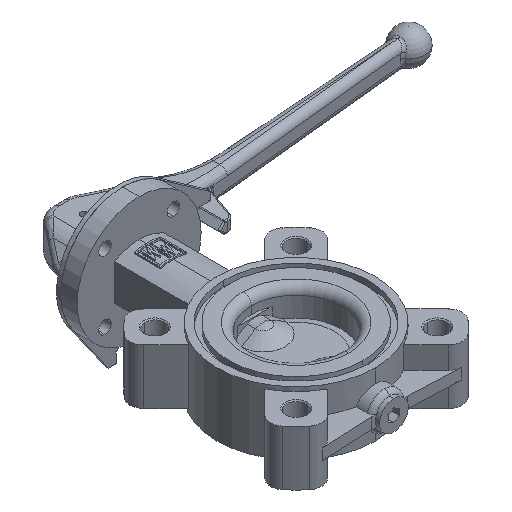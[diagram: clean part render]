
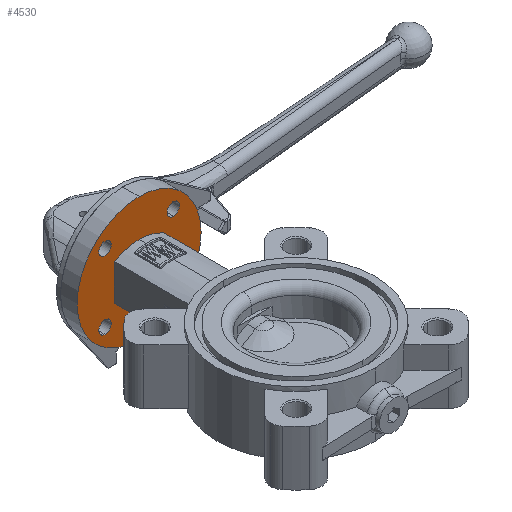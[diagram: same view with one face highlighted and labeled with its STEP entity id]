
A CAD part, isometric view. The second image highlights one B-rep face of the part: STEP entity #4530.
In plain terms, the highlighted planar face has unit normal (0, -1, 0).
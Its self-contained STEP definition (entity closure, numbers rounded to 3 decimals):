
#489 = CIRCLE ( 'NONE', #21295, 4.5 ) ;
#584 = ORIENTED_EDGE ( 'NONE', *, *, #9305, .F. ) ;
#609 = VERTEX_POINT ( 'NONE', #4956 ) ;
#635 = DIRECTION ( 'NONE',  ( 1., 0., 0. ) ) ;
#890 = DIRECTION ( 'NONE',  ( 1., 0., 0. ) ) ;
#951 = CARTESIAN_POINT ( 'NONE',  ( 24.749, 114., 20.249 ) ) ;
#1140 = EDGE_CURVE ( 'NONE', #19755, #11312, #1779, .T. ) ;
#1258 = FACE_BOUND ( 'NONE', #7987, .T. ) ;
#1307 = CARTESIAN_POINT ( 'NONE',  ( -18., 114., -13.177 ) ) ;
#1495 = AXIS2_PLACEMENT_3D ( 'NONE', #17314, #25366, #21450 ) ;
#1528 = AXIS2_PLACEMENT_3D ( 'NONE', #3670, #3753, #26051 ) ;
#1779 = CIRCLE ( 'NONE', #12146, 36. ) ;
#2121 = AXIS2_PLACEMENT_3D ( 'NONE', #2959, #11453, #17479 ) ;
#2176 = CIRCLE ( 'NONE', #7697, 4.5 ) ;
#2285 = EDGE_CURVE ( 'NONE', #19388, #25600, #12907, .T. ) ;
#2959 = CARTESIAN_POINT ( 'NONE',  ( 0., 114., 0. ) ) ;
#3164 = CIRCLE ( 'NONE', #13241, 36. ) ;
#3181 = PLANE ( 'NONE',  #20978 ) ;
#3468 = ORIENTED_EDGE ( 'NONE', *, *, #15804, .F. ) ;
#3552 = VECTOR ( 'NONE', #23363, 1000. ) ;
#3670 = CARTESIAN_POINT ( 'NONE',  ( 24.749, 114., 24.749 ) ) ;
#3727 = DIRECTION ( 'NONE',  ( 0., -1., 0. ) ) ;
#3753 = DIRECTION ( 'NONE',  ( 0., -1., 0. ) ) ;
#3794 = FACE_BOUND ( 'NONE', #13750, .T. ) ;
#3953 = CIRCLE ( 'NONE', #21979, 4.5 ) ;
#4031 = ORIENTED_EDGE ( 'NONE', *, *, #16911, .F. ) ;
#4083 = AXIS2_PLACEMENT_3D ( 'NONE', #15590, #17597, #19689 ) ;
#4446 = FACE_BOUND ( 'NONE', #19730, .T. ) ;
#4482 = DIRECTION ( 'NONE',  ( 0., -1., 0. ) ) ;
#4530 = ADVANCED_FACE ( 'NONE', ( #4446, #10838, #3794, #14035, #25429, #1258 ), #3181, .F. ) ;
#4880 = CIRCLE ( 'NONE', #1495, 4.5 ) ;
#4956 = CARTESIAN_POINT ( 'NONE',  ( -24.749, 114., -20.249 ) ) ;
#5144 = VERTEX_POINT ( 'NONE', #15743 ) ;
#5474 = ORIENTED_EDGE ( 'NONE', *, *, #6884, .T. ) ;
#5857 = VERTEX_POINT ( 'NONE', #8949 ) ;
#5920 = DIRECTION ( 'NONE',  ( 0., -1., 0. ) ) ;
#6353 = ORIENTED_EDGE ( 'NONE', *, *, #20749, .F. ) ;
#6631 = VERTEX_POINT ( 'NONE', #16629 ) ;
#6884 = EDGE_CURVE ( 'NONE', #19755, #25600, #16367, .T. ) ;
#7315 = CIRCLE ( 'NONE', #1528, 4.5 ) ;
#7697 = AXIS2_PLACEMENT_3D ( 'NONE', #23348, #21142, #23261 ) ;
#7861 = ORIENTED_EDGE ( 'NONE', *, *, #11021, .F. ) ;
#7987 = EDGE_LOOP ( 'NONE', ( #13954, #5474, #11076, #23049, #16089 ) ) ;
#8263 = CARTESIAN_POINT ( 'NONE',  ( 24.749, 114., 29.249 ) ) ;
#8374 = CARTESIAN_POINT ( 'NONE',  ( -24.749, 114., -24.749 ) ) ;
#8378 = DIRECTION ( 'NONE',  ( 0., -1., 0. ) ) ;
#8736 = CARTESIAN_POINT ( 'NONE',  ( -24.749, 114., 24.749 ) ) ;
#8888 = CARTESIAN_POINT ( 'NONE',  ( -29.249, 114., 24.749 ) ) ;
#8949 = CARTESIAN_POINT ( 'NONE',  ( 0., 114., -45. ) ) ;
#9000 = CARTESIAN_POINT ( 'NONE',  ( -24.749, 114., 24.749 ) ) ;
#9305 = EDGE_CURVE ( 'NONE', #12377, #609, #2176, .T. ) ;
#9516 = VERTEX_POINT ( 'NONE', #16192 ) ;
#9653 = CARTESIAN_POINT ( 'NONE',  ( -18., 114., 0. ) ) ;
#9757 = CARTESIAN_POINT ( 'NONE',  ( -18., 114., 13.177 ) ) ;
#9815 = ORIENTED_EDGE ( 'NONE', *, *, #23210, .F. ) ;
#9997 = DIRECTION ( 'NONE',  ( 0., 0., 1. ) ) ;
#10448 = DIRECTION ( 'NONE',  ( 0., 0., 1. ) ) ;
#10472 = ORIENTED_EDGE ( 'NONE', *, *, #21613, .F. ) ;
#10838 = FACE_BOUND ( 'NONE', #17521, .T. ) ;
#11021 = EDGE_CURVE ( 'NONE', #609, #12377, #24954, .T. ) ;
#11076 = ORIENTED_EDGE ( 'NONE', *, *, #2285, .F. ) ;
#11312 = VERTEX_POINT ( 'NONE', #16174 ) ;
#11453 = DIRECTION ( 'NONE',  ( 0., 1., 0. ) ) ;
#11600 = CIRCLE ( 'NONE', #14874, 45. ) ;
#11673 = ORIENTED_EDGE ( 'NONE', *, *, #24425, .F. ) ;
#11688 = EDGE_CURVE ( 'NONE', #5857, #12670, #18198, .T. ) ;
#11891 = AXIS2_PLACEMENT_3D ( 'NONE', #16498, #8378, #22751 ) ;
#12146 = AXIS2_PLACEMENT_3D ( 'NONE', #14403, #14315, #12277 ) ;
#12277 = DIRECTION ( 'NONE',  ( 0., 0., -1. ) ) ;
#12377 = VERTEX_POINT ( 'NONE', #12487 ) ;
#12378 = DIRECTION ( 'NONE',  ( 0., 0., 1. ) ) ;
#12487 = CARTESIAN_POINT ( 'NONE',  ( -24.749, 114., -29.249 ) ) ;
#12563 = CARTESIAN_POINT ( 'NONE',  ( 0., 114., 0. ) ) ;
#12670 = VERTEX_POINT ( 'NONE', #13466 ) ;
#12754 = AXIS2_PLACEMENT_3D ( 'NONE', #8374, #3727, #10448 ) ;
#12806 = CARTESIAN_POINT ( 'NONE',  ( 24.749, 114., -24.749 ) ) ;
#12907 = CIRCLE ( 'NONE', #4083, 36. ) ;
#12929 = CIRCLE ( 'NONE', #11891, 4.5 ) ;
#13241 = AXIS2_PLACEMENT_3D ( 'NONE', #16028, #5920, #19873 ) ;
#13466 = CARTESIAN_POINT ( 'NONE',  ( 0., 114., 45. ) ) ;
#13750 = EDGE_LOOP ( 'NONE', ( #10472, #6353 ) ) ;
#13954 = ORIENTED_EDGE ( 'NONE', *, *, #1140, .F. ) ;
#14035 = FACE_BOUND ( 'NONE', #17875, .T. ) ;
#14315 = DIRECTION ( 'NONE',  ( 0., -1., 0. ) ) ;
#14403 = CARTESIAN_POINT ( 'NONE',  ( 0., 114., 18. ) ) ;
#14473 = VECTOR ( 'NONE', #9997, 1000. ) ;
#14874 = AXIS2_PLACEMENT_3D ( 'NONE', #12563, #16632, #12378 ) ;
#15277 = DIRECTION ( 'NONE',  ( 0., -1., 0. ) ) ;
#15590 = CARTESIAN_POINT ( 'NONE',  ( 0., 114., -18. ) ) ;
#15743 = CARTESIAN_POINT ( 'NONE',  ( -20.249, 114., 24.749 ) ) ;
#15804 = EDGE_CURVE ( 'NONE', #22235, #19941, #7315, .T. ) ;
#15941 = DIRECTION ( 'NONE',  ( 0., 0., 1. ) ) ;
#16028 = CARTESIAN_POINT ( 'NONE',  ( 0., 114., -18. ) ) ;
#16089 = ORIENTED_EDGE ( 'NONE', *, *, #24230, .F. ) ;
#16174 = CARTESIAN_POINT ( 'NONE',  ( 18., 114., -13.177 ) ) ;
#16192 = CARTESIAN_POINT ( 'NONE',  ( 29.249, 114., -24.749 ) ) ;
#16267 = VERTEX_POINT ( 'NONE', #18105 ) ;
#16367 = LINE ( 'NONE', #9653, #14473 ) ;
#16498 = CARTESIAN_POINT ( 'NONE',  ( 24.749, 114., -24.749 ) ) ;
#16629 = CARTESIAN_POINT ( 'NONE',  ( 18., 114., 13.177 ) ) ;
#16632 = DIRECTION ( 'NONE',  ( 0., 1., 0. ) ) ;
#16911 = EDGE_CURVE ( 'NONE', #12670, #5857, #11600, .T. ) ;
#17064 = EDGE_CURVE ( 'NONE', #19941, #22235, #4880, .T. ) ;
#17314 = CARTESIAN_POINT ( 'NONE',  ( 24.749, 114., 24.749 ) ) ;
#17479 = DIRECTION ( 'NONE',  ( 0., 0., 1. ) ) ;
#17521 = EDGE_LOOP ( 'NONE', ( #25518, #3468 ) ) ;
#17597 = DIRECTION ( 'NONE',  ( 0., -1., 0. ) ) ;
#17875 = EDGE_LOOP ( 'NONE', ( #7861, #584 ) ) ;
#18105 = CARTESIAN_POINT ( 'NONE',  ( 20.249, 114., -24.749 ) ) ;
#18198 = CIRCLE ( 'NONE', #2121, 45. ) ;
#18446 = EDGE_CURVE ( 'NONE', #6631, #19388, #3164, .T. ) ;
#18450 = CIRCLE ( 'NONE', #18848, 4.5 ) ;
#18848 = AXIS2_PLACEMENT_3D ( 'NONE', #12806, #4482, #24716 ) ;
#19388 = VERTEX_POINT ( 'NONE', #23563 ) ;
#19689 = DIRECTION ( 'NONE',  ( 0., 0., -1. ) ) ;
#19730 = EDGE_LOOP ( 'NONE', ( #11673, #9815 ) ) ;
#19755 = VERTEX_POINT ( 'NONE', #1307 ) ;
#19763 = LINE ( 'NONE', #23550, #3552 ) ;
#19873 = DIRECTION ( 'NONE',  ( 0., 0., -1. ) ) ;
#19941 = VERTEX_POINT ( 'NONE', #951 ) ;
#20559 = ORIENTED_EDGE ( 'NONE', *, *, #11688, .F. ) ;
#20749 = EDGE_CURVE ( 'NONE', #22458, #5144, #489, .T. ) ;
#20978 = AXIS2_PLACEMENT_3D ( 'NONE', #23961, #23698, #15941 ) ;
#21142 = DIRECTION ( 'NONE',  ( 0., -1., 0. ) ) ;
#21295 = AXIS2_PLACEMENT_3D ( 'NONE', #8736, #15277, #635 ) ;
#21450 = DIRECTION ( 'NONE',  ( 0., 0., -1. ) ) ;
#21613 = EDGE_CURVE ( 'NONE', #5144, #22458, #3953, .T. ) ;
#21979 = AXIS2_PLACEMENT_3D ( 'NONE', #9000, #23187, #890 ) ;
#22235 = VERTEX_POINT ( 'NONE', #8263 ) ;
#22372 = EDGE_LOOP ( 'NONE', ( #4031, #20559 ) ) ;
#22458 = VERTEX_POINT ( 'NONE', #8888 ) ;
#22751 = DIRECTION ( 'NONE',  ( -1., 0., 0. ) ) ;
#23049 = ORIENTED_EDGE ( 'NONE', *, *, #18446, .F. ) ;
#23187 = DIRECTION ( 'NONE',  ( 0., -1., 0. ) ) ;
#23210 = EDGE_CURVE ( 'NONE', #9516, #16267, #12929, .T. ) ;
#23261 = DIRECTION ( 'NONE',  ( 0., 0., 1. ) ) ;
#23348 = CARTESIAN_POINT ( 'NONE',  ( -24.749, 114., -24.749 ) ) ;
#23363 = DIRECTION ( 'NONE',  ( 0., 0., 1. ) ) ;
#23550 = CARTESIAN_POINT ( 'NONE',  ( 18., 114., 0. ) ) ;
#23563 = CARTESIAN_POINT ( 'NONE',  ( 0., 114., 18. ) ) ;
#23698 = DIRECTION ( 'NONE',  ( 0., 1., 0. ) ) ;
#23961 = CARTESIAN_POINT ( 'NONE',  ( 0., 114., 0. ) ) ;
#24230 = EDGE_CURVE ( 'NONE', #11312, #6631, #19763, .T. ) ;
#24425 = EDGE_CURVE ( 'NONE', #16267, #9516, #18450, .T. ) ;
#24716 = DIRECTION ( 'NONE',  ( -1., 0., 0. ) ) ;
#24954 = CIRCLE ( 'NONE', #12754, 4.5 ) ;
#25366 = DIRECTION ( 'NONE',  ( 0., -1., 0. ) ) ;
#25429 = FACE_OUTER_BOUND ( 'NONE', #22372, .T. ) ;
#25518 = ORIENTED_EDGE ( 'NONE', *, *, #17064, .F. ) ;
#25600 = VERTEX_POINT ( 'NONE', #9757 ) ;
#26051 = DIRECTION ( 'NONE',  ( 0., 0., -1. ) ) ;
